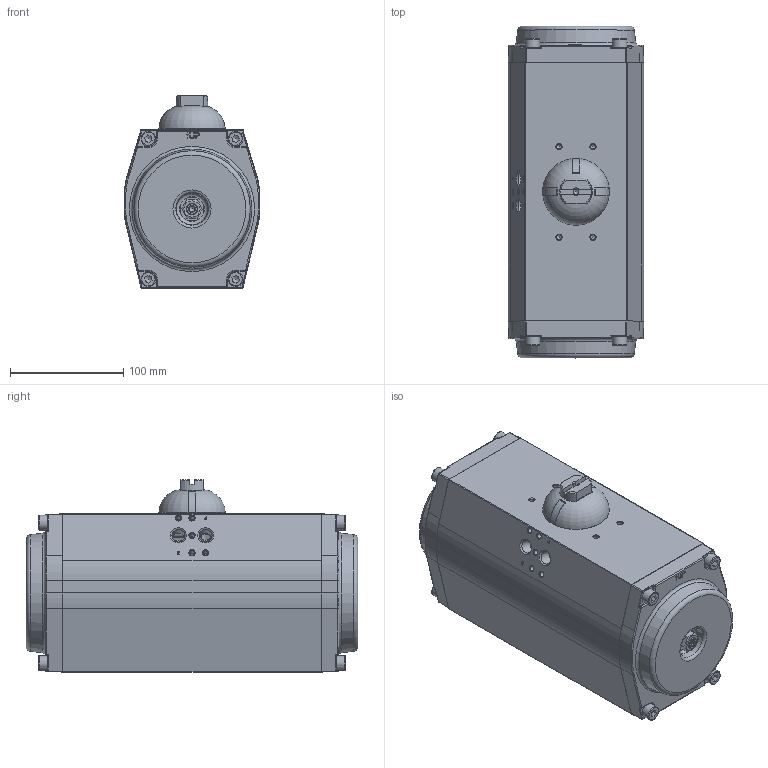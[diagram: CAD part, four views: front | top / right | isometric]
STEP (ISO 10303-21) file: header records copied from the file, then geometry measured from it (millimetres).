
FILE_DESCRIPTION(/* description */ ('Unknown'),/* implementation_level */ '2;1');
FILE_NAME(/* name */ 'GTA-118X90',/* time_stamp */ '2018-10-01T11:18:08+02:00',/* author */ ('Unknown'),/* organization */ ('Unknown'),/* preprocessor_version */ 'ST-DEVELOPER v16.7',/* originating_system */ 'DEX',/* authorisation */ $);
FILE_SCHEMA (('AUTOMOTIVE_DESIGN {1 0 10303 214 3 1 1}'));
Length unit declared in the file: millimetre
Products named in the file (1): GTA-118X90
Bounding box: 120 x 293 x 170 mm (x, y, z)
Surface area: 200231.2 mm2 (no closed solid volume)
Topology: 0 solids, 27 shells, 555 faces, 1639 edges, 1092 vertices
Faces by surface type: plane 241, cylinder 152, cone 93, torus 47, sphere 16, bspline 6
Full cylindrical faces by diameter (mm): 4.134 x9, 5.2 x1, 6.5 x1, 6.647 x4, 8.376 x4, 10 x1, 11.445 x2, 13 x8, 24 x1, 28 x1, 28.5 x1, 50 x1, 53.3 x1
Entity records: 21041 total; most frequent: CARTESIAN_POINT 6877, DIRECTION 2934, ORIENTED_EDGE 2545, EDGE_CURVE 1458, AXIS2_PLACEMENT_3D 1089, VERTEX_POINT 1060, LINE 756, VECTOR 756
